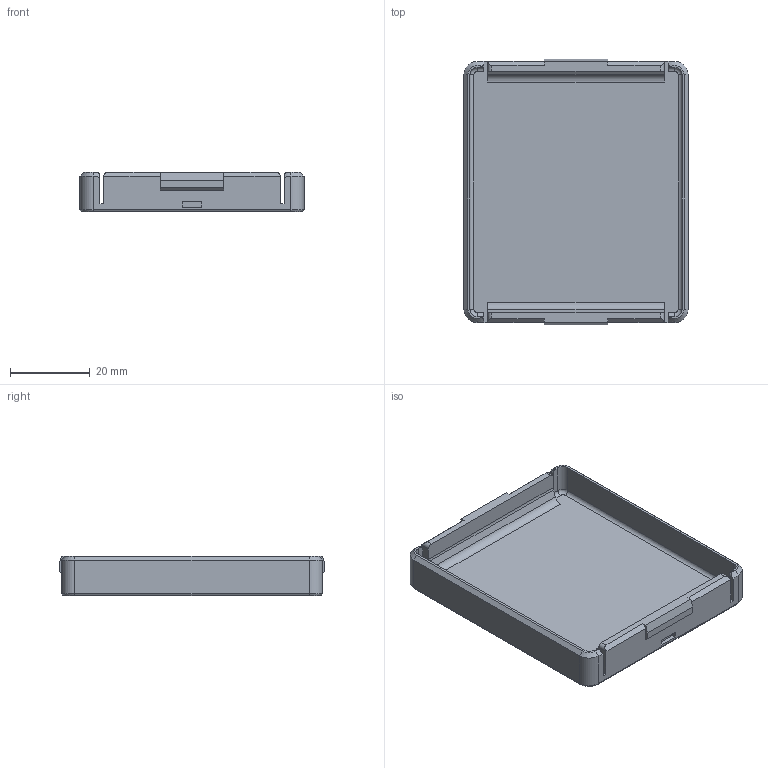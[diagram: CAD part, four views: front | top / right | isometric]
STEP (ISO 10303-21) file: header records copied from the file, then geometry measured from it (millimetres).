
FILE_DESCRIPTION (( 'STEP AP214' ), '1' );
FILE_NAME ('module_1_01_blank.STEP', '2021-12-26T22:17:37', ( '' ), ( '' ), 'SwSTEP 2.0', 'SolidWorks 2017', '' );
FILE_SCHEMA (( 'AUTOMOTIVE_DESIGN' ));
Length unit declared in the file: millimetre
Products named in the file (1): module_1_01_blank
Bounding box: 56.3 x 66.8 x 10 mm (x, y, z)
Volume: 11005 mm3; surface area: 11332.5 mm2
Topology: 1 solids, 1 shells, 98 faces, 256 edges, 162 vertices
Faces by surface type: plane 58, cylinder 26, cone 10, torus 4
Entity records: 3064 total; most frequent: CARTESIAN_POINT 613, ORIENTED_EDGE 512, DIRECTION 496, EDGE_CURVE 256, LINE 182, VECTOR 182, VERTEX_POINT 162, AXIS2_PLACEMENT_3D 157
